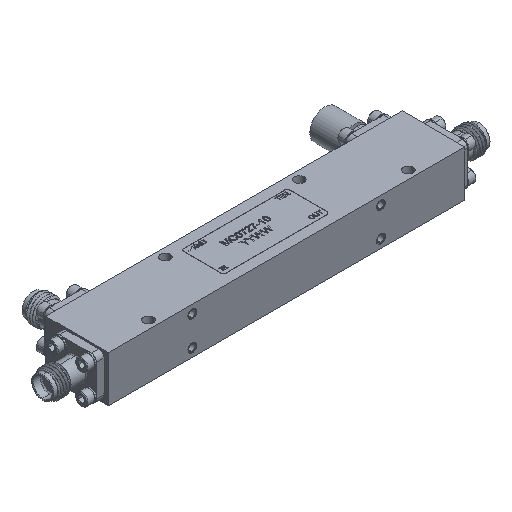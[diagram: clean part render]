
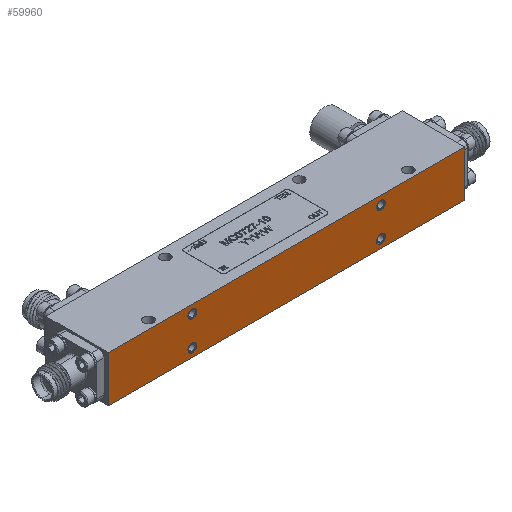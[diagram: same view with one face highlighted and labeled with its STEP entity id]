
A CAD part, isometric view. The second image highlights one B-rep face of the part: STEP entity #59960.
In plain terms, the highlighted planar face has unit normal (0, -1, 0).
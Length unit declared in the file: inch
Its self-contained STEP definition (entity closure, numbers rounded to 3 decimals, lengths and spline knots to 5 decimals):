
#228 = CARTESIAN_POINT ( 'NONE',  ( -1.67323, -0.29528, 0.21654 ) ) ;
#562 = DIRECTION ( 'NONE',  ( 1., 0., 0. ) ) ;
#602 = LINE ( 'NONE', #30297, #42016 ) ;
#2053 = CARTESIAN_POINT ( 'NONE',  ( 0.88583, -0.29528, -0.1378 ) ) ;
#2706 = DIRECTION ( 'NONE',  ( 0., -1., 0. ) ) ;
#2800 = VECTOR ( 'NONE', #31328, 39.37008 ) ;
#3121 = CARTESIAN_POINT ( 'NONE',  ( -1.67323, -0.29528, 0.21654 ) ) ;
#4013 = EDGE_CURVE ( 'NONE', #53667, #62279, #51763, .T. ) ;
#4283 = DIRECTION ( 'NONE',  ( 0., 0., -1. ) ) ;
#4985 = EDGE_CURVE ( 'NONE', #19140, #38047, #6633, .T. ) ;
#5567 = FACE_OUTER_BOUND ( 'NONE', #36863, .T. ) ;
#5725 = ORIENTED_EDGE ( 'NONE', *, *, #24227, .F. ) ;
#6633 = LINE ( 'NONE', #20997, #2800 ) ;
#6919 = DIRECTION ( 'NONE',  ( 0., 0., -1. ) ) ;
#7266 = DIRECTION ( 'NONE',  ( 0., 0., -1. ) ) ;
#7433 = CIRCLE ( 'NONE', #52171, 0.03937 ) ;
#7477 = CARTESIAN_POINT ( 'NONE',  ( -1.67323, -0.29528, -0.21654 ) ) ;
#9281 = DIRECTION ( 'NONE',  ( 0., -1., 0. ) ) ;
#9282 = AXIS2_PLACEMENT_3D ( 'NONE', #36378, #31370, #11679 ) ;
#10284 = DIRECTION ( 'NONE',  ( 0., 0., -1. ) ) ;
#11679 = DIRECTION ( 'NONE',  ( 0., 0., -1. ) ) ;
#11978 = ORIENTED_EDGE ( 'NONE', *, *, #52431, .F. ) ;
#12660 = DIRECTION ( 'NONE',  ( 0., -1., 0. ) ) ;
#13500 = CARTESIAN_POINT ( 'NONE',  ( -0.88583, -0.29528, 0.17717 ) ) ;
#13775 = LINE ( 'NONE', #3121, #14856 ) ;
#14160 = ORIENTED_EDGE ( 'NONE', *, *, #39138, .T. ) ;
#14811 = ORIENTED_EDGE ( 'NONE', *, *, #26899, .F. ) ;
#14856 = VECTOR ( 'NONE', #28797, 39.37008 ) ;
#15095 = VERTEX_POINT ( 'NONE', #38015 ) ;
#15141 = CARTESIAN_POINT ( 'NONE',  ( 0.88583, -0.29528, 0.1378 ) ) ;
#15228 = CARTESIAN_POINT ( 'NONE',  ( 0.88583, -0.29528, 0.17717 ) ) ;
#15553 = DIRECTION ( 'NONE',  ( 0., 0., -1. ) ) ;
#15906 = EDGE_CURVE ( 'NONE', #32509, #38047, #62033, .T. ) ;
#15981 = ORIENTED_EDGE ( 'NONE', *, *, #43314, .F. ) ;
#17297 = CIRCLE ( 'NONE', #54621, 0.03937 ) ;
#17591 = DIRECTION ( 'NONE',  ( 0., -1., 0. ) ) ;
#17666 = EDGE_LOOP ( 'NONE', ( #39080, #61969 ) ) ;
#19140 = VERTEX_POINT ( 'NONE', #7477 ) ;
#19141 = CIRCLE ( 'NONE', #45810, 0.03937 ) ;
#20579 = DIRECTION ( 'NONE',  ( 0., 1., 0. ) ) ;
#20908 = PLANE ( 'NONE',  #42305 ) ;
#20997 = CARTESIAN_POINT ( 'NONE',  ( -1.67323, -0.29528, -0.21654 ) ) ;
#21120 = VERTEX_POINT ( 'NONE', #13500 ) ;
#22634 = ORIENTED_EDGE ( 'NONE', *, *, #4985, .T. ) ;
#22972 = CARTESIAN_POINT ( 'NONE',  ( -0.88583, -0.29528, -0.17717 ) ) ;
#23156 = CIRCLE ( 'NONE', #9282, 0.03937 ) ;
#23289 = EDGE_LOOP ( 'NONE', ( #32384, #51923 ) ) ;
#23978 = CARTESIAN_POINT ( 'NONE',  ( -0.88583, -0.29528, 0.1378 ) ) ;
#24227 = EDGE_CURVE ( 'NONE', #44779, #33394, #26969, .T. ) ;
#25913 = FACE_BOUND ( 'NONE', #48657, .T. ) ;
#26899 = EDGE_CURVE ( 'NONE', #15095, #32509, #602, .T. ) ;
#26969 = CIRCLE ( 'NONE', #52533, 0.03937 ) ;
#27605 = CARTESIAN_POINT ( 'NONE',  ( -0.88583, -0.29528, -0.1378 ) ) ;
#28135 = CARTESIAN_POINT ( 'NONE',  ( 0.88583, -0.29528, -0.17717 ) ) ;
#28452 = AXIS2_PLACEMENT_3D ( 'NONE', #50674, #29652, #10284 ) ;
#28614 = CARTESIAN_POINT ( 'NONE',  ( 1.67323, -0.29528, 0.21654 ) ) ;
#28797 = DIRECTION ( 'NONE',  ( 0., 0., -1. ) ) ;
#29649 = DIRECTION ( 'NONE',  ( 1., 0., 0. ) ) ;
#29652 = DIRECTION ( 'NONE',  ( 0., -1., 0. ) ) ;
#30297 = CARTESIAN_POINT ( 'NONE',  ( -1.67323, -0.29528, 0.21654 ) ) ;
#30394 = CARTESIAN_POINT ( 'NONE',  ( 1.67323, -0.29528, -0.21654 ) ) ;
#30587 = DIRECTION ( 'NONE',  ( 0., -1., 0. ) ) ;
#31313 = EDGE_CURVE ( 'NONE', #40897, #21120, #23156, .T. ) ;
#31328 = DIRECTION ( 'NONE',  ( 1., 0., 0. ) ) ;
#31370 = DIRECTION ( 'NONE',  ( 0., -1., 0. ) ) ;
#32384 = ORIENTED_EDGE ( 'NONE', *, *, #35847, .F. ) ;
#32509 = VERTEX_POINT ( 'NONE', #60221 ) ;
#32991 = DIRECTION ( 'NONE',  ( 0., 0., -1. ) ) ;
#33394 = VERTEX_POINT ( 'NONE', #28135 ) ;
#33605 = VERTEX_POINT ( 'NONE', #22972 ) ;
#35847 = EDGE_CURVE ( 'NONE', #33605, #55674, #19141, .T. ) ;
#36378 = CARTESIAN_POINT ( 'NONE',  ( -0.88583, -0.29528, 0.1378 ) ) ;
#36863 = EDGE_LOOP ( 'NONE', ( #22634, #64694, #14811, #14160 ) ) ;
#36955 = CIRCLE ( 'NONE', #28452, 0.03937 ) ;
#38015 = CARTESIAN_POINT ( 'NONE',  ( -1.67323, -0.29528, 0.21654 ) ) ;
#38047 = VERTEX_POINT ( 'NONE', #30394 ) ;
#39080 = ORIENTED_EDGE ( 'NONE', *, *, #4013, .F. ) ;
#39138 = EDGE_CURVE ( 'NONE', #15095, #19140, #13775, .T. ) ;
#39554 = CARTESIAN_POINT ( 'NONE',  ( -0.88583, -0.29528, 0.09843 ) ) ;
#40596 = FACE_BOUND ( 'NONE', #17666, .T. ) ;
#40897 = VERTEX_POINT ( 'NONE', #39554 ) ;
#42016 = VECTOR ( 'NONE', #29649, 39.37008 ) ;
#42305 = AXIS2_PLACEMENT_3D ( 'NONE', #228, #20579, #562 ) ;
#43314 = EDGE_CURVE ( 'NONE', #21120, #40897, #17297, .T. ) ;
#44779 = VERTEX_POINT ( 'NONE', #45647 ) ;
#45515 = DIRECTION ( 'NONE',  ( 0., -1., 0. ) ) ;
#45527 = AXIS2_PLACEMENT_3D ( 'NONE', #58388, #12660, #32991 ) ;
#45647 = CARTESIAN_POINT ( 'NONE',  ( 0.88583, -0.29528, -0.09843 ) ) ;
#45810 = AXIS2_PLACEMENT_3D ( 'NONE', #27605, #17591, #6919 ) ;
#46273 = FACE_BOUND ( 'NONE', #52590, .T. ) ;
#47415 = DIRECTION ( 'NONE',  ( 0., 0., -1. ) ) ;
#48657 = EDGE_LOOP ( 'NONE', ( #11978, #5725 ) ) ;
#50537 = DIRECTION ( 'NONE',  ( 0., 0., -1. ) ) ;
#50674 = CARTESIAN_POINT ( 'NONE',  ( 0.88583, -0.29528, 0.1378 ) ) ;
#50874 = CIRCLE ( 'NONE', #45527, 0.03937 ) ;
#51621 = FACE_BOUND ( 'NONE', #23289, .T. ) ;
#51763 = CIRCLE ( 'NONE', #53931, 0.03937 ) ;
#51923 = ORIENTED_EDGE ( 'NONE', *, *, #55966, .F. ) ;
#52171 = AXIS2_PLACEMENT_3D ( 'NONE', #55974, #30587, #15553 ) ;
#52320 = CARTESIAN_POINT ( 'NONE',  ( 0.88583, -0.29528, 0.09843 ) ) ;
#52431 = EDGE_CURVE ( 'NONE', #33394, #44779, #50874, .T. ) ;
#52439 = ORIENTED_EDGE ( 'NONE', *, *, #31313, .F. ) ;
#52533 = AXIS2_PLACEMENT_3D ( 'NONE', #2053, #2706, #47415 ) ;
#52590 = EDGE_LOOP ( 'NONE', ( #52439, #15981 ) ) ;
#53667 = VERTEX_POINT ( 'NONE', #52320 ) ;
#53931 = AXIS2_PLACEMENT_3D ( 'NONE', #15141, #45515, #50537 ) ;
#54621 = AXIS2_PLACEMENT_3D ( 'NONE', #23978, #9281, #4283 ) ;
#55674 = VERTEX_POINT ( 'NONE', #58368 ) ;
#55966 = EDGE_CURVE ( 'NONE', #55674, #33605, #7433, .T. ) ;
#55974 = CARTESIAN_POINT ( 'NONE',  ( -0.88583, -0.29528, -0.1378 ) ) ;
#58368 = CARTESIAN_POINT ( 'NONE',  ( -0.88583, -0.29528, -0.09843 ) ) ;
#58387 = VECTOR ( 'NONE', #7266, 39.37008 ) ;
#58388 = CARTESIAN_POINT ( 'NONE',  ( 0.88583, -0.29528, -0.1378 ) ) ;
#59960 = ADVANCED_FACE ( 'NONE', ( #5567, #51621, #40596, #25913, #46273 ), #20908, .F. ) ;
#60221 = CARTESIAN_POINT ( 'NONE',  ( 1.67323, -0.29528, 0.21654 ) ) ;
#60390 = EDGE_CURVE ( 'NONE', #62279, #53667, #36955, .T. ) ;
#61969 = ORIENTED_EDGE ( 'NONE', *, *, #60390, .F. ) ;
#62033 = LINE ( 'NONE', #28614, #58387 ) ;
#62279 = VERTEX_POINT ( 'NONE', #15228 ) ;
#64694 = ORIENTED_EDGE ( 'NONE', *, *, #15906, .F. ) ;
